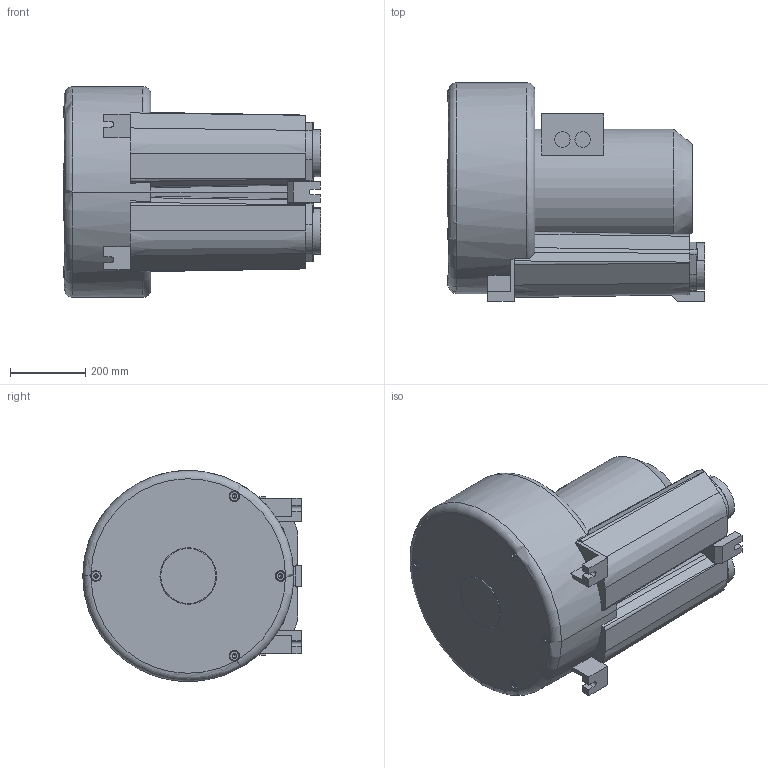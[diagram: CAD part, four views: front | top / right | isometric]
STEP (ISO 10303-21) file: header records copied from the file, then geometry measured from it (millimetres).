
FILE_DESCRIPTION((''),'2;1');
FILE_NAME('VSC1370_1MT182_7_GEWFL_ASM','2009-09-25T',('rnennstiel'),('MTC GmbH'),'PRO/ENGINEER BY PARAMETRIC TECHNOLOGY CORPORATION, 2008310','PRO/ENGINEER BY PARAMETRIC TECHNOLOGY CORPORATION, 2008310','');
FILE_SCHEMA(('AUTOMOTIVE_DESIGN_CC2 { 1 2 10303 214 -1 1 5 2 }'));
Length unit declared in the file: millimetre
Products named in the file (3): VSC1370_1MT182_7; GEWINDEFLANSCH_4_ZOLL; VSC1370_1MT182_7_GEWFL_ASM
Assembly tree (3 placements, depth 2):
  VSC1370_1MT182_7_GEWFL_ASM
    VSC1370_1MT182_7
    GEWINDEFLANSCH_4_ZOLL  x2
Bounding box: 684.4 x 580 x 560 mm (x, y, z)
Volume: 102678375.2 mm3; surface area: 2423502.1 mm2
Topology: 3 solids, 13 shells, 956 faces, 2628 edges, 1735 vertices
Faces by surface type: extrusion 414, plane 364, cylinder 131, cone 34, torus 13
Entity records: 32809 total; most frequent: CARTESIAN_POINT 10781, ORIENTED_EDGE 5012, DIRECTION 3409, EDGE_CURVE 2524, VERTEX_POINT 1677, VECTOR 1637, B_SPLINE_CURVE_WITH_KNOTS 1349, LINE 1223
